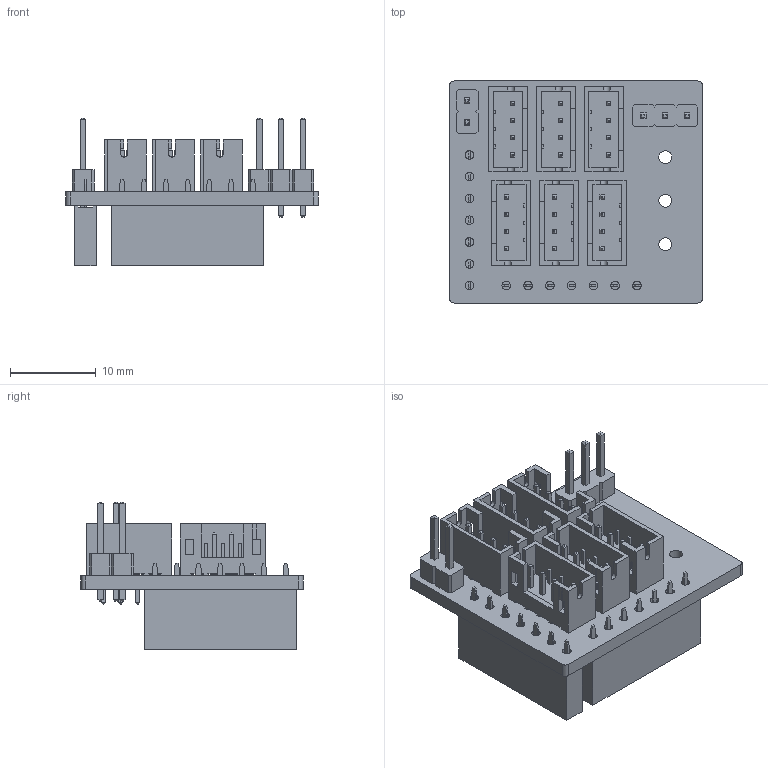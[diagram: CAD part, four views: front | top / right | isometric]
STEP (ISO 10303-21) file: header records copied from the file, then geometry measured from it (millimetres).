
FILE_DESCRIPTION(('KiCad electronic assembly'),'2;1');
FILE_NAME('WLED_All-in-one_ESP32_Addon_Cube.step','2022-06-08T09:07:22', ('Pcbnew'),('Kicad'),'Open CASCADE STEP processor 7.6', 'KiCad to STEP converter','Unknown');
FILE_SCHEMA(('AUTOMOTIVE_DESIGN { 1 0 10303 214 1 1 1 1 }'));
Length unit declared in the file: millimetre
Products named in the file (10): WLED_All-in-one_ESP32_Addon_Cube 1; JST_PH_B4B-PH-K_1x04_P2.00mm_Vertical; SOLID; PinHeader_1x03_P2.54mm_Vertical; PinHeader_1x02_P2.54mm_Vertical; PinSocket_1x07_P2.54mm_Vertical; _autosave-WLED_All-in-one_ESP32_Addon_Cube PCB
Assembly tree (15 placements, depth 3):
  WLED_All-in-one_ESP32_Addon_Cube 1
    JST_PH_B4B-PH-K_1x04_P2.00mm_Vertical  x6
      SOLID
    PinHeader_1x03_P2.54mm_Vertical
      SOLID
    PinHeader_1x02_P2.54mm_Vertical
      SOLID
    PinSocket_1x07_P2.54mm_Vertical  x2
      SOLID
    _autosave-WLED_All-in-one_ESP32_Addon_Cube PCB
Bounding box: 29.46 x 25.91 x 17.24 mm (x, y, z)
Volume: 2635.5 mm3; surface area: 5484.6 mm2
Topology: 11 solids, 11 shells, 1532 faces, 4008 edges, 2592 vertices
Faces by surface type: bspline 1476, cylinder 50, plane 6
Full cylindrical faces by diameter (mm): 0.75 x24, 1 x19, 1.52 x3
Entity records: 35579 total; most frequent: CARTESIAN_POINT 11250, B_SPLINE_CURVE_WITH_KNOTS 3838, ORIENTED_EDGE 2888, PCURVE 2888, DEFINITIONAL_REPRESENTATION 2888, EDGE_CURVE 1444, SURFACE_CURVE 1398, VERTEX_POINT 932
